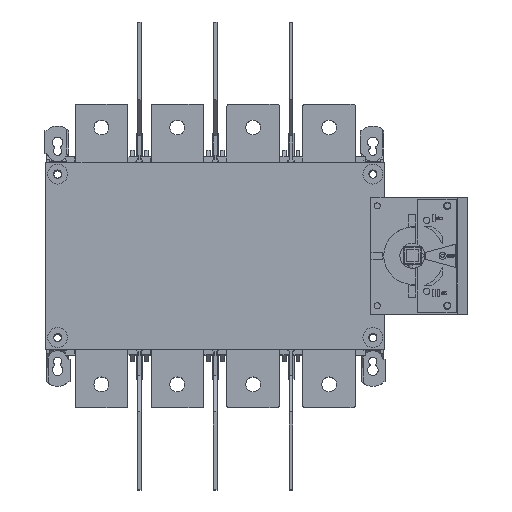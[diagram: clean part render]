
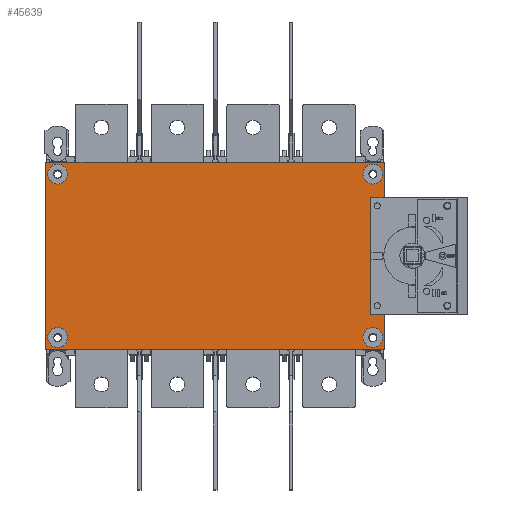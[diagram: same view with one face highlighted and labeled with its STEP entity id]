
A CAD part, top view. The second image highlights one B-rep face of the part: STEP entity #45639.
In plain terms, the highlighted planar face has unit normal (0, 0, 1).
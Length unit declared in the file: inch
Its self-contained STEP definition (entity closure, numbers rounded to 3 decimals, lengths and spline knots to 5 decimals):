
#998 = ORIENTED_EDGE ( 'NONE', *, *, #47447, .F. ) ;
#1267 = FACE_BOUND ( 'NONE', #20253, .T. ) ;
#1355 = AXIS2_PLACEMENT_3D ( 'NONE', #39844, #47772, #44260 ) ;
#1372 = ORIENTED_EDGE ( 'NONE', *, *, #30625, .F. ) ;
#1516 = CARTESIAN_POINT ( 'NONE',  ( -1.9685, 0.3937, 8.09038 ) ) ;
#1775 = VERTEX_POINT ( 'NONE', #45404 ) ;
#1867 = DIRECTION ( 'NONE',  ( 1., 0., 0. ) ) ;
#2092 = ORIENTED_EDGE ( 'NONE', *, *, #50278, .T. ) ;
#2270 = ORIENTED_EDGE ( 'NONE', *, *, #6270, .T. ) ;
#2296 = VERTEX_POINT ( 'NONE', #27470 ) ;
#3078 = EDGE_CURVE ( 'NONE', #1775, #44088, #16463, .T. ) ;
#3396 = EDGE_LOOP ( 'NONE', ( #16176, #37787 ) ) ;
#3577 = CIRCLE ( 'NONE', #47126, 0.33465 ) ;
#4543 = VERTEX_POINT ( 'NONE', #47643 ) ;
#5064 = CIRCLE ( 'NONE', #22734, 0.33465 ) ;
#5496 = FACE_BOUND ( 'NONE', #51571, .T. ) ;
#6270 = EDGE_CURVE ( 'NONE', #24169, #2296, #3577, .T. ) ;
#6281 = VERTEX_POINT ( 'NONE', #49842 ) ;
#6474 = CARTESIAN_POINT ( 'NONE',  ( 8.66142, 0.3937, 8.09038 ) ) ;
#6503 = FACE_BOUND ( 'NONE', #3396, .T. ) ;
#6561 = AXIS2_PLACEMENT_3D ( 'NONE', #28979, #50020, #33400 ) ;
#6590 = VECTOR ( 'NONE', #34296, 39.37008 ) ;
#7081 = CARTESIAN_POINT ( 'NONE',  ( -1.9685, 5.90551, 8.09038 ) ) ;
#7307 = CARTESIAN_POINT ( 'NONE',  ( -2.3622, 0.35433, 8.09038 ) ) ;
#7718 = CARTESIAN_POINT ( 'NONE',  ( -1.9685, 5.90551, 8.09038 ) ) ;
#8223 = EDGE_CURVE ( 'NONE', #26261, #4543, #38146, .T. ) ;
#9663 = EDGE_CURVE ( 'NONE', #6281, #19437, #5064, .T. ) ;
#10784 = LINE ( 'NONE', #53991, #43019 ) ;
#11174 = CARTESIAN_POINT ( 'NONE',  ( 8.66142, 0.3937, 8.09038 ) ) ;
#11673 = DIRECTION ( 'NONE',  ( 1., 0., 0. ) ) ;
#11768 = EDGE_CURVE ( 'NONE', #4543, #26261, #43709, .T. ) ;
#11769 = DIRECTION ( 'NONE',  ( 0., 0., -1. ) ) ;
#12070 = EDGE_CURVE ( 'NONE', #14125, #1775, #10784, .T. ) ;
#12123 = DIRECTION ( 'NONE',  ( 1., 0., 0. ) ) ;
#12650 = CARTESIAN_POINT ( 'NONE',  ( -2.3622, 0., 8.09038 ) ) ;
#13996 = EDGE_CURVE ( 'NONE', #38744, #39336, #31566, .T. ) ;
#14125 = VERTEX_POINT ( 'NONE', #31394 ) ;
#14390 = EDGE_LOOP ( 'NONE', ( #40891, #45929, #1372, #998 ) ) ;
#16176 = ORIENTED_EDGE ( 'NONE', *, *, #8223, .T. ) ;
#16463 = LINE ( 'NONE', #51589, #6590 ) ;
#17185 = FACE_OUTER_BOUND ( 'NONE', #14390, .T. ) ;
#17886 = CARTESIAN_POINT ( 'NONE',  ( 8.32677, 5.90551, 8.09038 ) ) ;
#18996 = DIRECTION ( 'NONE',  ( 1., 0., 0. ) ) ;
#19110 = FACE_BOUND ( 'NONE', #49207, .T. ) ;
#19437 = VERTEX_POINT ( 'NONE', #30785 ) ;
#20253 = EDGE_LOOP ( 'NONE', ( #31349, #2092 ) ) ;
#22586 = DIRECTION ( 'NONE',  ( 0., 0., -1. ) ) ;
#22734 = AXIS2_PLACEMENT_3D ( 'NONE', #6474, #27915, #32181 ) ;
#23340 = CIRCLE ( 'NONE', #30984, 0.33465 ) ;
#23619 = VECTOR ( 'NONE', #33172, 39.37008 ) ;
#24169 = VERTEX_POINT ( 'NONE', #46549 ) ;
#24208 = DIRECTION ( 'NONE',  ( 1., 0., 0. ) ) ;
#24280 = CARTESIAN_POINT ( 'NONE',  ( -1.63386, 0.3937, 8.09038 ) ) ;
#24779 = ORIENTED_EDGE ( 'NONE', *, *, #48107, .T. ) ;
#25368 = ORIENTED_EDGE ( 'NONE', *, *, #13996, .T. ) ;
#25563 = LINE ( 'NONE', #28935, #23619 ) ;
#26261 = VERTEX_POINT ( 'NONE', #24280 ) ;
#27470 = CARTESIAN_POINT ( 'NONE',  ( -1.63386, 5.90551, 8.09038 ) ) ;
#27915 = DIRECTION ( 'NONE',  ( 0., 0., -1. ) ) ;
#28798 = PLANE ( 'NONE',  #6561 ) ;
#28935 = CARTESIAN_POINT ( 'NONE',  ( -2.3622, 0., 8.09038 ) ) ;
#28979 = CARTESIAN_POINT ( 'NONE',  ( 3.34646, 5.64961, 8.09038 ) ) ;
#30625 = EDGE_CURVE ( 'NONE', #44647, #44088, #33431, .T. ) ;
#30785 = CARTESIAN_POINT ( 'NONE',  ( 8.32677, 0.3937, 8.09038 ) ) ;
#30984 = AXIS2_PLACEMENT_3D ( 'NONE', #11174, #44638, #24208 ) ;
#31316 = ORIENTED_EDGE ( 'NONE', *, *, #36554, .T. ) ;
#31326 = CARTESIAN_POINT ( 'NONE',  ( -1.9685, 0.3937, 8.09038 ) ) ;
#31349 = ORIENTED_EDGE ( 'NONE', *, *, #9663, .T. ) ;
#31394 = CARTESIAN_POINT ( 'NONE',  ( 9.05512, 0., 8.09038 ) ) ;
#31566 = CIRCLE ( 'NONE', #41509, 0.33465 ) ;
#32171 = CIRCLE ( 'NONE', #1355, 0.33465 ) ;
#32181 = DIRECTION ( 'NONE',  ( 1., 0., 0. ) ) ;
#33172 = DIRECTION ( 'NONE',  ( -1., 0., 0. ) ) ;
#33207 = AXIS2_PLACEMENT_3D ( 'NONE', #7081, #36479, #11673 ) ;
#33400 = DIRECTION ( 'NONE',  ( 1., 0., 0. ) ) ;
#33431 = LINE ( 'NONE', #7307, #54558 ) ;
#34296 = DIRECTION ( 'NONE',  ( -1., 0., 0. ) ) ;
#35292 = DIRECTION ( 'NONE',  ( 0., 0., -1. ) ) ;
#36124 = DIRECTION ( 'NONE',  ( 0., 0., -1. ) ) ;
#36479 = DIRECTION ( 'NONE',  ( 0., 0., -1. ) ) ;
#36554 = EDGE_CURVE ( 'NONE', #2296, #24169, #45656, .T. ) ;
#37583 = AXIS2_PLACEMENT_3D ( 'NONE', #31326, #36124, #18996 ) ;
#37787 = ORIENTED_EDGE ( 'NONE', *, *, #11768, .T. ) ;
#38146 = CIRCLE ( 'NONE', #45767, 0.33465 ) ;
#38744 = VERTEX_POINT ( 'NONE', #17886 ) ;
#39336 = VERTEX_POINT ( 'NONE', #44045 ) ;
#39514 = DIRECTION ( 'NONE',  ( 1., 0., 0. ) ) ;
#39844 = CARTESIAN_POINT ( 'NONE',  ( 8.66142, 5.90551, 8.09038 ) ) ;
#40891 = ORIENTED_EDGE ( 'NONE', *, *, #12070, .T. ) ;
#41440 = DIRECTION ( 'NONE',  ( 0., 1., 0. ) ) ;
#41509 = AXIS2_PLACEMENT_3D ( 'NONE', #52232, #22586, #1867 ) ;
#41586 = CARTESIAN_POINT ( 'NONE',  ( -2.3622, 6.29921, 8.09038 ) ) ;
#43019 = VECTOR ( 'NONE', #41440, 39.37008 ) ;
#43709 = CIRCLE ( 'NONE', #37583, 0.33465 ) ;
#44045 = CARTESIAN_POINT ( 'NONE',  ( 8.99606, 5.90551, 8.09038 ) ) ;
#44088 = VERTEX_POINT ( 'NONE', #41586 ) ;
#44260 = DIRECTION ( 'NONE',  ( 1., 0., 0. ) ) ;
#44638 = DIRECTION ( 'NONE',  ( 0., 0., -1. ) ) ;
#44647 = VERTEX_POINT ( 'NONE', #12650 ) ;
#45404 = CARTESIAN_POINT ( 'NONE',  ( 9.05512, 6.29921, 8.09038 ) ) ;
#45639 = ADVANCED_FACE ( 'NONE', ( #17185, #19110, #6503, #1267, #5496 ), #28798, .T. ) ;
#45656 = CIRCLE ( 'NONE', #33207, 0.33465 ) ;
#45767 = AXIS2_PLACEMENT_3D ( 'NONE', #1516, #35292, #39514 ) ;
#45929 = ORIENTED_EDGE ( 'NONE', *, *, #3078, .T. ) ;
#46549 = CARTESIAN_POINT ( 'NONE',  ( -2.30315, 5.90551, 8.09038 ) ) ;
#47126 = AXIS2_PLACEMENT_3D ( 'NONE', #7718, #11769, #12123 ) ;
#47447 = EDGE_CURVE ( 'NONE', #14125, #44647, #25563, .T. ) ;
#47643 = CARTESIAN_POINT ( 'NONE',  ( -2.30315, 0.3937, 8.09038 ) ) ;
#47772 = DIRECTION ( 'NONE',  ( 0., 0., -1. ) ) ;
#48107 = EDGE_CURVE ( 'NONE', #39336, #38744, #32171, .T. ) ;
#48873 = DIRECTION ( 'NONE',  ( 0., 1., 0. ) ) ;
#49207 = EDGE_LOOP ( 'NONE', ( #31316, #2270 ) ) ;
#49842 = CARTESIAN_POINT ( 'NONE',  ( 8.99606, 0.3937, 8.09038 ) ) ;
#50020 = DIRECTION ( 'NONE',  ( 0., 0., 1. ) ) ;
#50278 = EDGE_CURVE ( 'NONE', #19437, #6281, #23340, .T. ) ;
#51571 = EDGE_LOOP ( 'NONE', ( #24779, #25368 ) ) ;
#51589 = CARTESIAN_POINT ( 'NONE',  ( 3.34646, 6.29921, 8.09038 ) ) ;
#52232 = CARTESIAN_POINT ( 'NONE',  ( 8.66142, 5.90551, 8.09038 ) ) ;
#53991 = CARTESIAN_POINT ( 'NONE',  ( 9.05512, 5.64961, 8.09038 ) ) ;
#54558 = VECTOR ( 'NONE', #48873, 39.37008 ) ;
